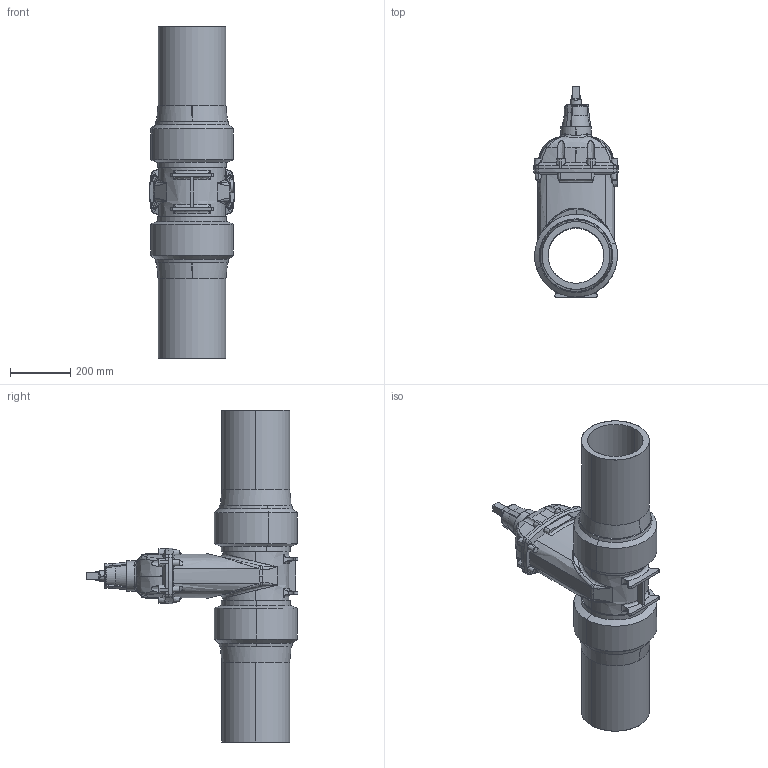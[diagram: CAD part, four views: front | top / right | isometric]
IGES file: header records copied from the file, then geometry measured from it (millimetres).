
Start section: SolidWorks IGES file using analytic representation for surfaces
Global section: file name: O_36_80_DN200_225mm.IGS; native system: SolidWorks 2012; preprocessor: SolidWorks 2012; author: ken; date: 150128.145844; units: millimetre
Bounding box: 282.35 x 701 x 1101 mm (x, y, z)
Surface area: 1822733.5 mm2 (no closed solid volume)
Topology: 0 solids, 0 shells, 346 faces, 3868 edges, 3855 vertices
Faces by surface type: revolution 188, bspline 158
